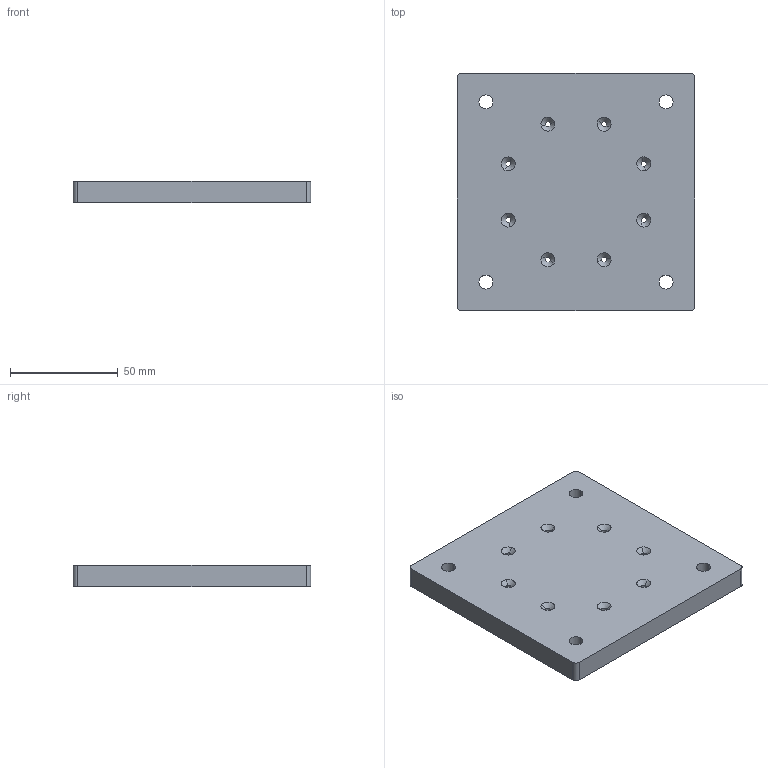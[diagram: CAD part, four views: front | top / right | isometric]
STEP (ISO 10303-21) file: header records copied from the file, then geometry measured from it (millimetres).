
FILE_DESCRIPTION(('CATIA V5 STEP Exchange'),'2;1');
FILE_NAME('DPloca_countersunk.stp','2024-04-09T16:45:41+00:00',('none'),('none'),'CATIA Version 5 Release 21 SP 6 (IN-10)','CATIA V5 STEP AP203','none');
FILE_SCHEMA(('CONFIG_CONTROL_DESIGN'));
Length unit declared in the file: millimetre
Products named in the file (1): DPloca_v2
Bounding box: 110 x 110 x 10 mm (x, y, z)
Volume: 119067.8 mm3; surface area: 29621.4 mm2
Topology: 1 solids, 1 shells, 50 faces, 128 edges, 80 vertices
Faces by surface type: cylinder 28, cone 16, plane 6
Entity records: 1457 total; most frequent: ORIENTED_EDGE 256, CARTESIAN_POINT 240, DIRECTION 190, EDGE_CURVE 128, AXIS2_PLACEMENT_3D 104, VERTEX_POINT 80, EDGE_LOOP 74, CIRCLE 72
